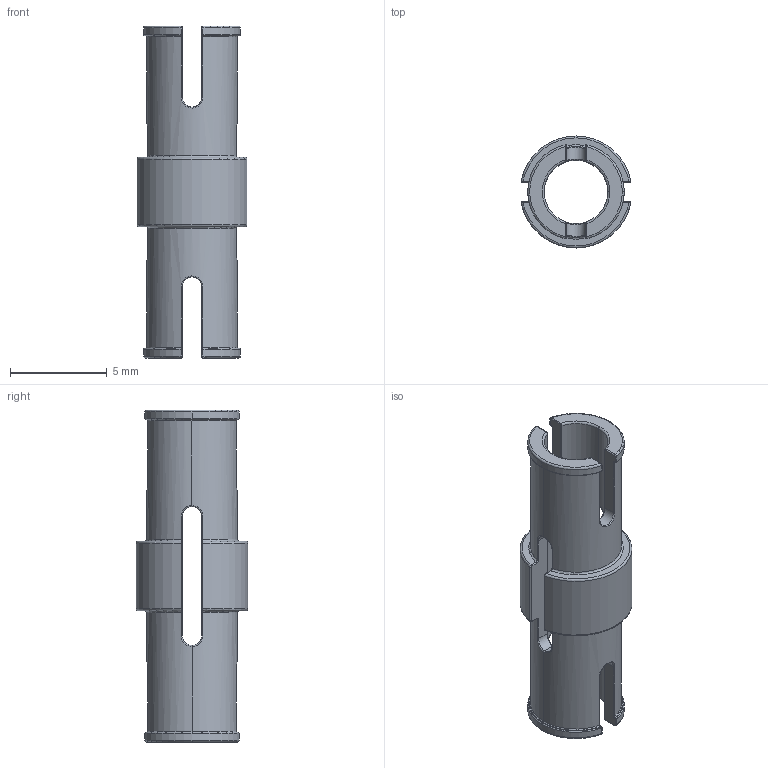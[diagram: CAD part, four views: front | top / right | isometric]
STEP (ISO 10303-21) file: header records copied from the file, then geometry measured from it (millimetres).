
FILE_DESCRIPTION (( 'STEP AP214' ), '1' );
FILE_NAME ('NXT Lego - Round pin.STEP', '2012-06-08T15:07:11', ( '' ), ( '' ), 'SwSTEP 2.0', 'SolidWorks 2012', '' );
FILE_SCHEMA (( 'AUTOMOTIVE_DESIGN' ));
Length unit declared in the file: millimetre
Products named in the file (1): NXT Lego - Round pin
Bounding box: 5.69 x 5.8 x 17.2 mm (x, y, z)
Volume: 160.3 mm3; surface area: 471.2 mm2
Topology: 1 solids, 1 shells, 216 faces, 536 edges, 308 vertices
Faces by surface type: cylinder 96, bspline 56, torus 32, plane 24, sphere 8
Entity records: 8214 total; most frequent: CARTESIAN_POINT 3493, ORIENTED_EDGE 1040, DIRECTION 942, EDGE_CURVE 520, AXIS2_PLACEMENT_3D 389, VERTEX_POINT 300, CIRCLE 228, EDGE_LOOP 216
